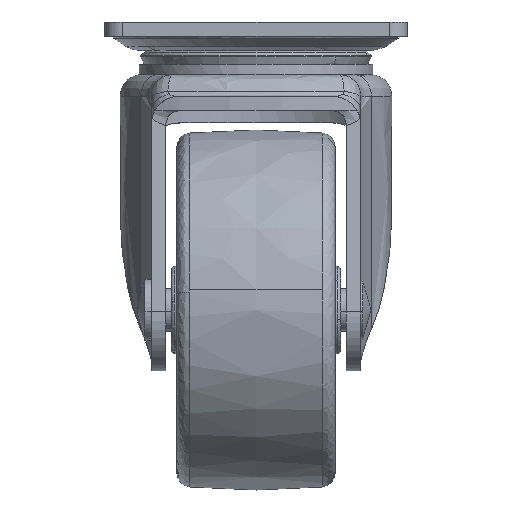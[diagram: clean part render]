
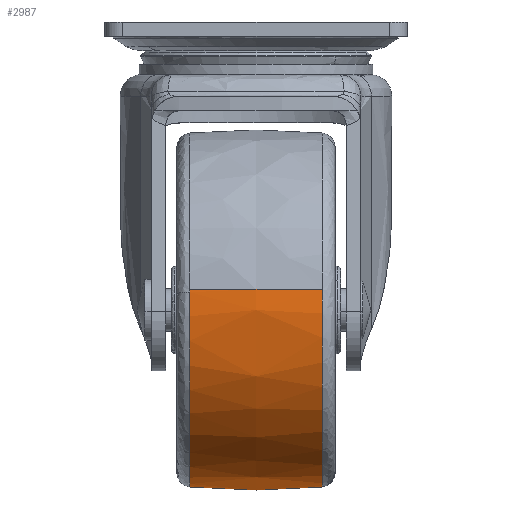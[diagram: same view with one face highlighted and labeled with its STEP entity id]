
A CAD part, left-side view. The second image highlights one B-rep face of the part: STEP entity #2987.
In plain terms, the highlighted free-form (B-spline) face has degree [2, 2] with [3, 9] control points.
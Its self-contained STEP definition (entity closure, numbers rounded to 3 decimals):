
#1870=CARTESIAN_POINT('',(-11.169,-9.184,-63.297));
#1871=VERTEX_POINT('',#1870);
#1885=CARTESIAN_POINT('',(5.482,-9.184,-37.841));
#1886=VERTEX_POINT('',#1885);
#1887=CARTESIAN_POINT('',(-11.169,-9.184,-63.297));
#1888=CARTESIAN_POINT('',(5.577,-9.184,-57.668));
#1889=CARTESIAN_POINT('',(5.577,-9.184,-40.));
#1890=CARTESIAN_POINT('',(5.577,-9.184,-38.919));
#1891=CARTESIAN_POINT('',(5.482,-9.184,-37.841));
#1899=(BOUNDED_CURVE()B_SPLINE_CURVE(2,(#1887,#1888,#1889,#1890,#1891),.UNSPECIFIED.,.F.,.U.)B_SPLINE_CURVE_WITH_KNOTS((3,2,3),(0.054,0.25,0.265),.UNSPECIFIED.)CURVE()GEOMETRIC_REPRESENTATION_ITEM()RATIONAL_B_SPLINE_CURVE((0.901,0.771,1.0,0.982,0.966))REPRESENTATION_ITEM(''));
#1900=EDGE_CURVE('',#1871,#1886,#1899,.T.);
#1999=CARTESIAN_POINT('',(-19.0,-9.184,-15.423));
#2000=VERTEX_POINT('',#1999);
#2001=CARTESIAN_POINT('',(5.482,-9.184,-37.841));
#2002=CARTESIAN_POINT('',(3.505,-9.184,-15.423));
#2003=CARTESIAN_POINT('',(-19.0,-9.184,-15.423));
#2011=(BOUNDED_CURVE()B_SPLINE_CURVE(2,(#2001,#2002,#2003),.UNSPECIFIED.,.F.,.U.)B_SPLINE_CURVE_WITH_KNOTS((3,3),(0.265,0.5),.UNSPECIFIED.)CURVE()GEOMETRIC_REPRESENTATION_ITEM()RATIONAL_B_SPLINE_CURVE((0.966,0.725,1.0))REPRESENTATION_ITEM(''));
#2012=EDGE_CURVE('',#1886,#2000,#2011,.T.);
#2014=CARTESIAN_POINT('',(-43.413,-9.184,-37.163));
#2015=VERTEX_POINT('',#2014);
#2029=CARTESIAN_POINT('',(-19.0,-9.184,-64.578));
#2030=VERTEX_POINT('',#2029);
#2031=CARTESIAN_POINT('',(-43.413,-9.184,-37.163));
#2032=CARTESIAN_POINT('',(-43.577,-9.184,-38.577));
#2033=CARTESIAN_POINT('',(-43.577,-9.184,-40.));
#2034=CARTESIAN_POINT('',(-43.577,-9.184,-64.578));
#2035=CARTESIAN_POINT('',(-19.0,-9.184,-64.578));
#2043=(BOUNDED_CURVE()B_SPLINE_CURVE(2,(#2031,#2032,#2033,#2034,#2035),.UNSPECIFIED.,.F.,.U.)B_SPLINE_CURVE_WITH_KNOTS((3,2,3),(0.73,0.75,1.0),.UNSPECIFIED.)CURVE()GEOMETRIC_REPRESENTATION_ITEM()RATIONAL_B_SPLINE_CURVE((0.957,0.977,1.0,0.707,1.0))REPRESENTATION_ITEM(''));
#2044=EDGE_CURVE('',#2015,#2030,#2043,.T.);
#2046=CARTESIAN_POINT('',(-19.0,-9.184,-64.578));
#2047=CARTESIAN_POINT('',(-14.98,-9.184,-64.578));
#2048=CARTESIAN_POINT('',(-11.169,-9.184,-63.297));
#2056=(BOUNDED_CURVE()B_SPLINE_CURVE(2,(#2046,#2047,#2048),.UNSPECIFIED.,.F.,.U.)B_SPLINE_CURVE_WITH_KNOTS((3,3),(0.0,0.054),.UNSPECIFIED.)CURVE()GEOMETRIC_REPRESENTATION_ITEM()RATIONAL_B_SPLINE_CURVE((1.0,0.937,0.901))REPRESENTATION_ITEM(''));
#2057=EDGE_CURVE('',#2030,#1871,#2056,.T.);
#2092=CARTESIAN_POINT('',(5.005,9.184,-45.274));
#2093=VERTEX_POINT('',#2092);
#2094=CARTESIAN_POINT('',(-19.0,9.184,-15.423));
#2095=VERTEX_POINT('',#2094);
#2096=CARTESIAN_POINT('',(5.005,9.184,-45.274));
#2097=CARTESIAN_POINT('',(5.577,9.184,-42.668));
#2098=CARTESIAN_POINT('',(5.577,9.184,-40.));
#2099=CARTESIAN_POINT('',(5.577,9.184,-15.423));
#2100=CARTESIAN_POINT('',(-19.0,9.184,-15.423));
#2108=(BOUNDED_CURVE()B_SPLINE_CURVE(2,(#2096,#2097,#2098,#2099,#2100),.UNSPECIFIED.,.F.,.U.)B_SPLINE_CURVE_WITH_KNOTS((3,2,3),(0.213,0.25,0.5),.UNSPECIFIED.)CURVE()GEOMETRIC_REPRESENTATION_ITEM()RATIONAL_B_SPLINE_CURVE((0.927,0.957,1.0,0.707,1.0))REPRESENTATION_ITEM(''));
#2109=EDGE_CURVE('',#2093,#2095,#2108,.T.);
#2158=CARTESIAN_POINT('',(-43.453,9.184,-37.534));
#2159=VERTEX_POINT('',#2158);
#2173=CARTESIAN_POINT('',(-43.413,9.184,-37.163));
#2174=VERTEX_POINT('',#2173);
#2175=CARTESIAN_POINT('',(-43.413,9.184,-37.163));
#2176=CARTESIAN_POINT('',(-43.435,9.184,-37.348));
#2177=CARTESIAN_POINT('',(-43.453,9.184,-37.534));
#2185=(BOUNDED_CURVE()B_SPLINE_CURVE(2,(#2175,#2176,#2177),.UNSPECIFIED.,.F.,.U.)B_SPLINE_CURVE_WITH_KNOTS((3,3),(0.73,0.733),.UNSPECIFIED.)CURVE()GEOMETRIC_REPRESENTATION_ITEM()RATIONAL_B_SPLINE_CURVE((0.957,0.959,0.962))REPRESENTATION_ITEM(''));
#2186=EDGE_CURVE('',#2174,#2159,#2185,.T.);
#2227=CARTESIAN_POINT('',(-19.0,9.184,-64.578));
#2228=VERTEX_POINT('',#2227);
#2229=CARTESIAN_POINT('',(-19.0,9.184,-64.578));
#2230=CARTESIAN_POINT('',(0.764,9.184,-64.578));
#2231=CARTESIAN_POINT('',(5.005,9.184,-45.274));
#2239=(BOUNDED_CURVE()B_SPLINE_CURVE(2,(#2229,#2230,#2231),.UNSPECIFIED.,.F.,.U.)B_SPLINE_CURVE_WITH_KNOTS((3,3),(0.0,0.213),.UNSPECIFIED.)CURVE()GEOMETRIC_REPRESENTATION_ITEM()RATIONAL_B_SPLINE_CURVE((1.0,0.75,0.927))REPRESENTATION_ITEM(''));
#2240=EDGE_CURVE('',#2228,#2093,#2239,.T.);
#2242=CARTESIAN_POINT('',(-43.453,9.184,-37.534));
#2243=CARTESIAN_POINT('',(-43.577,9.184,-38.764));
#2244=CARTESIAN_POINT('',(-43.577,9.184,-40.));
#2245=CARTESIAN_POINT('',(-43.577,9.184,-64.578));
#2246=CARTESIAN_POINT('',(-19.0,9.184,-64.578));
#2254=(BOUNDED_CURVE()B_SPLINE_CURVE(2,(#2242,#2243,#2244,#2245,#2246),.UNSPECIFIED.,.F.,.U.)B_SPLINE_CURVE_WITH_KNOTS((3,2,3),(0.733,0.75,1.0),.UNSPECIFIED.)CURVE()GEOMETRIC_REPRESENTATION_ITEM()RATIONAL_B_SPLINE_CURVE((0.962,0.98,1.0,0.707,1.0))REPRESENTATION_ITEM(''));
#2255=EDGE_CURVE('',#2159,#2228,#2254,.T.);
#2916=CARTESIAN_POINT('',(-43.325,-10.097,-37.173));
#2917=CARTESIAN_POINT('',(-44.343,0.,-37.055));
#2918=CARTESIAN_POINT('',(-43.325,10.097,-37.173));
#2919=CARTESIAN_POINT('',(-43.489,-10.097,-38.582));
#2920=CARTESIAN_POINT('',(-44.514,0.,-38.523));
#2921=CARTESIAN_POINT('',(-43.489,10.097,-38.582));
#2922=CARTESIAN_POINT('',(-43.489,-10.097,-40.));
#2923=CARTESIAN_POINT('',(-44.514,0.,-40.));
#2924=CARTESIAN_POINT('',(-43.489,10.097,-40.));
#2925=CARTESIAN_POINT('',(-43.489,-10.097,-64.489));
#2926=CARTESIAN_POINT('',(-44.514,0.,-65.514));
#2927=CARTESIAN_POINT('',(-43.489,10.097,-64.489));
#2928=CARTESIAN_POINT('',(-19.,-10.097,-64.489));
#2929=CARTESIAN_POINT('',(-19.0,0.,-65.514));
#2930=CARTESIAN_POINT('',(-19.,10.097,-64.489));
#2931=CARTESIAN_POINT('',(5.489,-10.097,-64.489));
#2932=CARTESIAN_POINT('',(6.514,0.,-65.514));
#2933=CARTESIAN_POINT('',(5.489,10.097,-64.489));
#2934=CARTESIAN_POINT('',(5.489,-10.097,-40.));
#2935=CARTESIAN_POINT('',(6.514,0.,-40.));
#2936=CARTESIAN_POINT('',(5.489,10.097,-40.));
#2937=CARTESIAN_POINT('',(5.489,-10.097,-15.512));
#2938=CARTESIAN_POINT('',(6.514,0.,-14.487));
#2939=CARTESIAN_POINT('',(5.489,10.097,-15.512));
#2940=CARTESIAN_POINT('',(-19.,-10.097,-15.512));
#2941=CARTESIAN_POINT('',(-19.0,0.,-14.487));
#2942=CARTESIAN_POINT('',(-19.,10.097,-15.512));
#2950=(BOUNDED_SURFACE()B_SPLINE_SURFACE(2,2,((#2916,#2919,#2922,#2925,#2928,#2931,#2934,#2937,#2940),(#2917,#2920,#2923,#2926,#2929,#2932,#2935,#2938,#2941),(#2918,#2921,#2924,#2927,#2930,#2933,#2936,#2939,#2942)),.UNSPECIFIED.,.F.,.F.,.U.)B_SPLINE_SURFACE_WITH_KNOTS((3,3),(3,2,2,2,3),(0.0,20.245),(0.0,3.314,44.735,86.156,127.578),.UNSPECIFIED.)GEOMETRIC_REPRESENTATION_ITEM()RATIONAL_B_SPLINE_SURFACE(((0.839,0.857,0.877,0.62,0.877,0.62,0.877,0.62,0.877),(0.835,0.852,0.873,0.617,0.873,0.617,0.873,0.617,0.873),(0.839,0.857,0.877,0.62,0.877,0.62,0.877,0.62,0.877)))REPRESENTATION_ITEM('')SURFACE());
#2951=ORIENTED_EDGE('',*,*,#2044,.F.);
#2952=CARTESIAN_POINT('',(-43.413,-9.184,-37.163));
#2953=CARTESIAN_POINT('',(-44.254,0.,-37.065));
#2954=CARTESIAN_POINT('',(-43.413,9.184,-37.163));
#2962=(BOUNDED_CURVE()B_SPLINE_CURVE(2,(#2952,#2953,#2954),.UNSPECIFIED.,.F.,.U.)B_SPLINE_CURVE_WITH_KNOTS((3,3),(0.439,0.561),.UNSPECIFIED.)CURVE()GEOMETRIC_REPRESENTATION_ITEM()RATIONAL_B_SPLINE_CURVE((0.839,0.836,0.839))REPRESENTATION_ITEM(''));
#2963=EDGE_CURVE('',#2015,#2174,#2962,.T.);
#2964=ORIENTED_EDGE('',*,*,#2963,.T.);
#2965=ORIENTED_EDGE('',*,*,#2186,.T.);
#2966=ORIENTED_EDGE('',*,*,#2255,.T.);
#2967=ORIENTED_EDGE('',*,*,#2240,.T.);
#2968=ORIENTED_EDGE('',*,*,#2109,.T.);
#2969=CARTESIAN_POINT('',(-19.,-9.184,-15.423));
#2970=CARTESIAN_POINT('',(-19.,0.,-14.576));
#2971=CARTESIAN_POINT('',(-19.,9.184,-15.423));
#2979=(BOUNDED_CURVE()B_SPLINE_CURVE(2,(#2969,#2970,#2971),.UNSPECIFIED.,.F.,.U.)B_SPLINE_CURVE_WITH_KNOTS((3,3),(0.439,0.561),.UNSPECIFIED.)CURVE()GEOMETRIC_REPRESENTATION_ITEM()RATIONAL_B_SPLINE_CURVE((0.877,0.873,0.877))REPRESENTATION_ITEM(''));
#2980=EDGE_CURVE('',#2000,#2095,#2979,.T.);
#2981=ORIENTED_EDGE('',*,*,#2980,.F.);
#2982=ORIENTED_EDGE('',*,*,#2012,.F.);
#2983=ORIENTED_EDGE('',*,*,#1900,.F.);
#2984=ORIENTED_EDGE('',*,*,#2057,.F.);
#2985=EDGE_LOOP('',(#2951,#2964,#2965,#2966,#2967,#2968,#2981,#2982,#2983,#2984));
#2986=FACE_OUTER_BOUND('',#2985,.T.);
#2987=ADVANCED_FACE('',(#2986),#2950,.T.);
